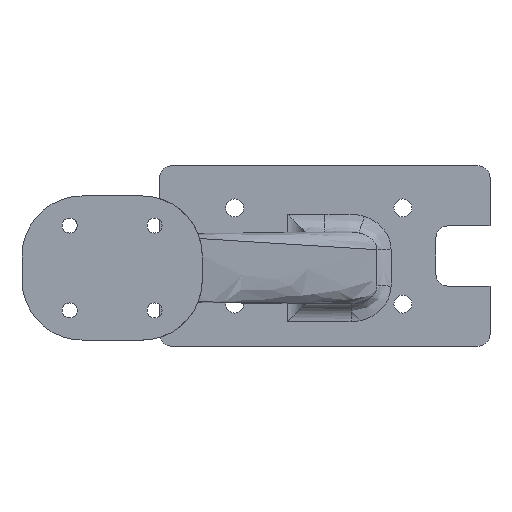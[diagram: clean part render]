
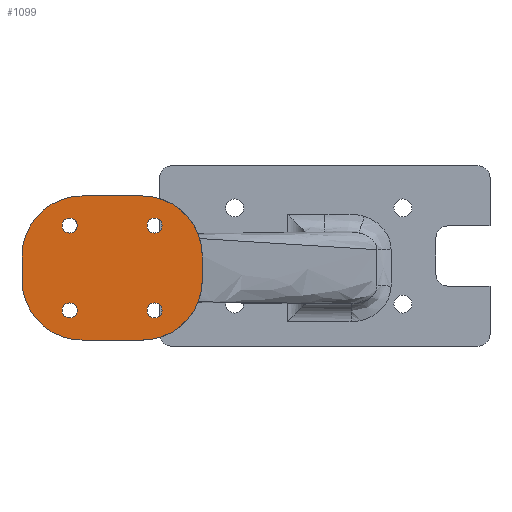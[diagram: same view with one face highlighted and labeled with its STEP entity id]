
A CAD part, front view. The second image highlights one B-rep face of the part: STEP entity #1099.
In plain terms, the highlighted planar face has unit normal (0, -1, 0).
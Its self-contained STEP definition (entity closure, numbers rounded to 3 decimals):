
#14 = CARTESIAN_POINT ( 'NONE',  ( 7.071, -3., 7.071 ) ) ;
#40 = CARTESIAN_POINT ( 'NONE',  ( -15., -3., 2. ) ) ;
#132 = ORIENTED_EDGE ( 'NONE', *, *, #4238, .T. ) ;
#164 = AXIS2_PLACEMENT_3D ( 'NONE', #4028, #2050, #2726 ) ;
#180 = EDGE_CURVE ( 'NONE', #2027, #3815, #1060, .T. ) ;
#206 = EDGE_LOOP ( 'NONE', ( #2533, #1701 ) ) ;
#225 = ORIENTED_EDGE ( 'NONE', *, *, #4118, .T. ) ;
#249 = LINE ( 'NONE', #1843, #2470 ) ;
#260 = DIRECTION ( 'NONE',  ( 0., 1., 0. ) ) ;
#270 = VECTOR ( 'NONE', #2043, 1000. ) ;
#284 = CARTESIAN_POINT ( 'NONE',  ( 7.071, -3., 8.321 ) ) ;
#318 = DIRECTION ( 'NONE',  ( 0., 1., 0. ) ) ;
#387 = DIRECTION ( 'NONE',  ( 0., 0., 1. ) ) ;
#406 = CIRCLE ( 'NONE', #1566, 10. ) ;
#427 = VERTEX_POINT ( 'NONE', #4151 ) ;
#520 = DIRECTION ( 'NONE',  ( 0., 1., 0. ) ) ;
#537 = ORIENTED_EDGE ( 'NONE', *, *, #3653, .T. ) ;
#546 = LINE ( 'NONE', #4158, #2872 ) ;
#574 = CARTESIAN_POINT ( 'NONE',  ( 5., -3., -12. ) ) ;
#594 = VERTEX_POINT ( 'NONE', #1093 ) ;
#609 = PLANE ( 'NONE',  #1642 ) ;
#764 = AXIS2_PLACEMENT_3D ( 'NONE', #3301, #1655, #1078 ) ;
#785 = CARTESIAN_POINT ( 'NONE',  ( -7.071, -3., -8.321 ) ) ;
#803 = VECTOR ( 'NONE', #2465, 1000. ) ;
#813 = FACE_BOUND ( 'NONE', #2183, .T. ) ;
#816 = FACE_OUTER_BOUND ( 'NONE', #3754, .T. ) ;
#835 = AXIS2_PLACEMENT_3D ( 'NONE', #2296, #2911, #2951 ) ;
#866 = DIRECTION ( 'NONE',  ( 0., 1., 0. ) ) ;
#883 = CARTESIAN_POINT ( 'NONE',  ( -7.071, -3., 7.071 ) ) ;
#891 = AXIS2_PLACEMENT_3D ( 'NONE', #883, #318, #3521 ) ;
#894 = ORIENTED_EDGE ( 'NONE', *, *, #1415, .T. ) ;
#939 = AXIS2_PLACEMENT_3D ( 'NONE', #3196, #1246, #3822 ) ;
#996 = VERTEX_POINT ( 'NONE', #1445 ) ;
#1033 = CIRCLE ( 'NONE', #2757, 1.25 ) ;
#1059 = CARTESIAN_POINT ( 'NONE',  ( 5., -3., 12. ) ) ;
#1060 = CIRCLE ( 'NONE', #164, 1.25 ) ;
#1078 = DIRECTION ( 'NONE',  ( 0., 0., 1. ) ) ;
#1093 = CARTESIAN_POINT ( 'NONE',  ( 15., -3., 2. ) ) ;
#1097 = ORIENTED_EDGE ( 'NONE', *, *, #3120, .F. ) ;
#1099 = ADVANCED_FACE ( 'NONE', ( #3766, #1793, #813, #2116, #816 ), #609, .F. ) ;
#1189 = VERTEX_POINT ( 'NONE', #3911 ) ;
#1196 = EDGE_CURVE ( 'NONE', #2577, #1582, #546, .T. ) ;
#1198 = CARTESIAN_POINT ( 'NONE',  ( -15., -3., -2. ) ) ;
#1233 = AXIS2_PLACEMENT_3D ( 'NONE', #1290, #4256, #1563 ) ;
#1246 = DIRECTION ( 'NONE',  ( 0., -1., 0. ) ) ;
#1290 = CARTESIAN_POINT ( 'NONE',  ( -7.071, -3., -7.071 ) ) ;
#1330 = CARTESIAN_POINT ( 'NONE',  ( -15., -3., -12. ) ) ;
#1415 = EDGE_CURVE ( 'NONE', #594, #3967, #2805, .T. ) ;
#1445 = CARTESIAN_POINT ( 'NONE',  ( -7.071, -3., -5.821 ) ) ;
#1458 = DIRECTION ( 'NONE',  ( 0., 0., 1. ) ) ;
#1484 = CIRCLE ( 'NONE', #1612, 1.25 ) ;
#1537 = ORIENTED_EDGE ( 'NONE', *, *, #2325, .T. ) ;
#1559 = DIRECTION ( 'NONE',  ( 1., 0., 0. ) ) ;
#1560 = EDGE_LOOP ( 'NONE', ( #225, #1537 ) ) ;
#1563 = DIRECTION ( 'NONE',  ( 0., 0., 1. ) ) ;
#1566 = AXIS2_PLACEMENT_3D ( 'NONE', #3560, #2496, #1903 ) ;
#1568 = VERTEX_POINT ( 'NONE', #1868 ) ;
#1582 = VERTEX_POINT ( 'NONE', #40 ) ;
#1612 = AXIS2_PLACEMENT_3D ( 'NONE', #14, #3710, #387 ) ;
#1642 = AXIS2_PLACEMENT_3D ( 'NONE', #2902, #260, #3595 ) ;
#1655 = DIRECTION ( 'NONE',  ( 0., 1., 0. ) ) ;
#1658 = ORIENTED_EDGE ( 'NONE', *, *, #1196, .F. ) ;
#1701 = ORIENTED_EDGE ( 'NONE', *, *, #180, .T. ) ;
#1749 = DIRECTION ( 'NONE',  ( 0., 0., 1. ) ) ;
#1771 = CARTESIAN_POINT ( 'NONE',  ( -5., -3., 2. ) ) ;
#1793 = FACE_BOUND ( 'NONE', #206, .T. ) ;
#1843 = CARTESIAN_POINT ( 'NONE',  ( -15., -3., 12. ) ) ;
#1868 = CARTESIAN_POINT ( 'NONE',  ( -5., -3., -12. ) ) ;
#1903 = DIRECTION ( 'NONE',  ( 0., 0., 1. ) ) ;
#1984 = EDGE_CURVE ( 'NONE', #3510, #1582, #3796, .T. ) ;
#2027 = VERTEX_POINT ( 'NONE', #2152 ) ;
#2043 = DIRECTION ( 'NONE',  ( -1., 0., 0. ) ) ;
#2050 = DIRECTION ( 'NONE',  ( 0., 1., 0. ) ) ;
#2064 = AXIS2_PLACEMENT_3D ( 'NONE', #1771, #2072, #1749 ) ;
#2072 = DIRECTION ( 'NONE',  ( 0., -1., 0. ) ) ;
#2096 = VERTEX_POINT ( 'NONE', #3504 ) ;
#2109 = CARTESIAN_POINT ( 'NONE',  ( -5., -3., -2. ) ) ;
#2116 = FACE_BOUND ( 'NONE', #2359, .T. ) ;
#2152 = CARTESIAN_POINT ( 'NONE',  ( 7.071, -3., 5.821 ) ) ;
#2183 = EDGE_LOOP ( 'NONE', ( #132, #2991 ) ) ;
#2210 = CARTESIAN_POINT ( 'NONE',  ( 7.071, -3., -8.321 ) ) ;
#2232 = ORIENTED_EDGE ( 'NONE', *, *, #4083, .T. ) ;
#2280 = VERTEX_POINT ( 'NONE', #2210 ) ;
#2296 = CARTESIAN_POINT ( 'NONE',  ( -7.071, -3., -7.071 ) ) ;
#2325 = EDGE_CURVE ( 'NONE', #2096, #427, #2613, .T. ) ;
#2359 = EDGE_LOOP ( 'NONE', ( #2232, #3337 ) ) ;
#2381 = EDGE_CURVE ( 'NONE', #3988, #996, #2687, .T. ) ;
#2384 = ORIENTED_EDGE ( 'NONE', *, *, #1984, .T. ) ;
#2404 = ORIENTED_EDGE ( 'NONE', *, *, #4268, .F. ) ;
#2424 = CARTESIAN_POINT ( 'NONE',  ( 15., -3., -12. ) ) ;
#2446 = LINE ( 'NONE', #2424, #803 ) ;
#2465 = DIRECTION ( 'NONE',  ( 0., 0., -1. ) ) ;
#2470 = VECTOR ( 'NONE', #1559, 1000. ) ;
#2496 = DIRECTION ( 'NONE',  ( 0., -1., 0. ) ) ;
#2533 = ORIENTED_EDGE ( 'NONE', *, *, #2703, .T. ) ;
#2541 = CIRCLE ( 'NONE', #1233, 1.25 ) ;
#2577 = VERTEX_POINT ( 'NONE', #1198 ) ;
#2613 = CIRCLE ( 'NONE', #3242, 1.25 ) ;
#2673 = LINE ( 'NONE', #1330, #270 ) ;
#2687 = CIRCLE ( 'NONE', #835, 1.25 ) ;
#2703 = EDGE_CURVE ( 'NONE', #3815, #2027, #1484, .T. ) ;
#2726 = DIRECTION ( 'NONE',  ( 0., 0., 1. ) ) ;
#2757 = AXIS2_PLACEMENT_3D ( 'NONE', #2813, #866, #3459 ) ;
#2805 = CIRCLE ( 'NONE', #939, 10. ) ;
#2811 = CARTESIAN_POINT ( 'NONE',  ( -7.071, -3., 7.071 ) ) ;
#2813 = CARTESIAN_POINT ( 'NONE',  ( 7.071, -3., -7.071 ) ) ;
#2859 = DIRECTION ( 'NONE',  ( 0., 0., 1. ) ) ;
#2872 = VECTOR ( 'NONE', #2859, 1000. ) ;
#2902 = CARTESIAN_POINT ( 'NONE',  ( 0., -3., 0. ) ) ;
#2911 = DIRECTION ( 'NONE',  ( 0., 1., 0. ) ) ;
#2917 = VERTEX_POINT ( 'NONE', #3227 ) ;
#2951 = DIRECTION ( 'NONE',  ( 0., 0., 1. ) ) ;
#2991 = ORIENTED_EDGE ( 'NONE', *, *, #4019, .T. ) ;
#3104 = AXIS2_PLACEMENT_3D ( 'NONE', #2109, #3502, #1458 ) ;
#3120 = EDGE_CURVE ( 'NONE', #594, #2917, #2446, .T. ) ;
#3149 = CARTESIAN_POINT ( 'NONE',  ( -5., -3., 12. ) ) ;
#3174 = DIRECTION ( 'NONE',  ( 0., 0., 1. ) ) ;
#3196 = CARTESIAN_POINT ( 'NONE',  ( 5., -3., 2. ) ) ;
#3227 = CARTESIAN_POINT ( 'NONE',  ( 15., -3., -2. ) ) ;
#3242 = AXIS2_PLACEMENT_3D ( 'NONE', #2811, #520, #3174 ) ;
#3301 = CARTESIAN_POINT ( 'NONE',  ( 7.071, -3., -7.071 ) ) ;
#3308 = CIRCLE ( 'NONE', #891, 1.25 ) ;
#3337 = ORIENTED_EDGE ( 'NONE', *, *, #2381, .T. ) ;
#3449 = CIRCLE ( 'NONE', #3104, 10. ) ;
#3459 = DIRECTION ( 'NONE',  ( 0., 0., 1. ) ) ;
#3502 = DIRECTION ( 'NONE',  ( 0., -1., 0. ) ) ;
#3504 = CARTESIAN_POINT ( 'NONE',  ( -7.071, -3., 5.821 ) ) ;
#3510 = VERTEX_POINT ( 'NONE', #3149 ) ;
#3521 = DIRECTION ( 'NONE',  ( 0., 0., 1. ) ) ;
#3560 = CARTESIAN_POINT ( 'NONE',  ( 5., -3., -2. ) ) ;
#3595 = DIRECTION ( 'NONE',  ( 0., 0., 1. ) ) ;
#3653 = EDGE_CURVE ( 'NONE', #3681, #2917, #406, .T. ) ;
#3661 = EDGE_CURVE ( 'NONE', #3510, #3967, #249, .T. ) ;
#3681 = VERTEX_POINT ( 'NONE', #574 ) ;
#3710 = DIRECTION ( 'NONE',  ( 0., 1., 0. ) ) ;
#3754 = EDGE_LOOP ( 'NONE', ( #4188, #2384, #1658, #4142, #2404, #537, #1097, #894 ) ) ;
#3766 = FACE_BOUND ( 'NONE', #1560, .T. ) ;
#3796 = CIRCLE ( 'NONE', #2064, 10. ) ;
#3815 = VERTEX_POINT ( 'NONE', #284 ) ;
#3822 = DIRECTION ( 'NONE',  ( 0., 0., 1. ) ) ;
#3911 = CARTESIAN_POINT ( 'NONE',  ( 7.071, -3., -5.821 ) ) ;
#3967 = VERTEX_POINT ( 'NONE', #1059 ) ;
#3988 = VERTEX_POINT ( 'NONE', #785 ) ;
#4000 = CIRCLE ( 'NONE', #764, 1.25 ) ;
#4019 = EDGE_CURVE ( 'NONE', #2280, #1189, #1033, .T. ) ;
#4028 = CARTESIAN_POINT ( 'NONE',  ( 7.071, -3., 7.071 ) ) ;
#4042 = EDGE_CURVE ( 'NONE', #2577, #1568, #3449, .T. ) ;
#4083 = EDGE_CURVE ( 'NONE', #996, #3988, #2541, .T. ) ;
#4118 = EDGE_CURVE ( 'NONE', #427, #2096, #3308, .T. ) ;
#4142 = ORIENTED_EDGE ( 'NONE', *, *, #4042, .T. ) ;
#4151 = CARTESIAN_POINT ( 'NONE',  ( -7.071, -3., 8.321 ) ) ;
#4158 = CARTESIAN_POINT ( 'NONE',  ( -15., -3., -12. ) ) ;
#4188 = ORIENTED_EDGE ( 'NONE', *, *, #3661, .F. ) ;
#4238 = EDGE_CURVE ( 'NONE', #1189, #2280, #4000, .T. ) ;
#4256 = DIRECTION ( 'NONE',  ( 0., 1., 0. ) ) ;
#4268 = EDGE_CURVE ( 'NONE', #3681, #1568, #2673, .T. ) ;
